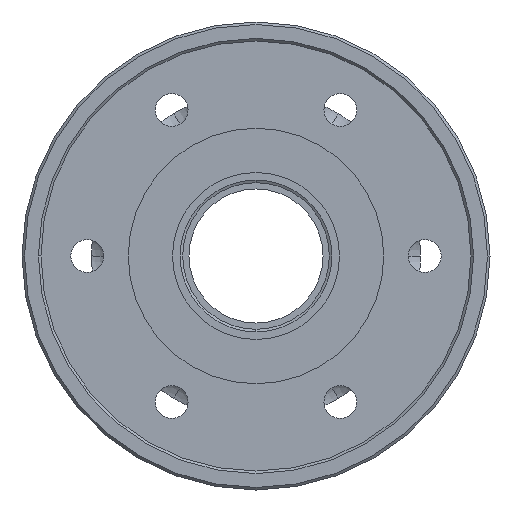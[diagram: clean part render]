
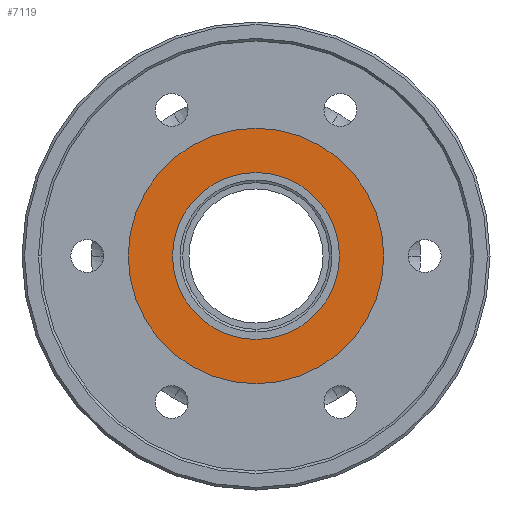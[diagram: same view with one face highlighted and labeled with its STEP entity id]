
A CAD part, left-side view. The second image highlights one B-rep face of the part: STEP entity #7119.
In plain terms, the highlighted planar face has unit normal (-1, 0, 0).
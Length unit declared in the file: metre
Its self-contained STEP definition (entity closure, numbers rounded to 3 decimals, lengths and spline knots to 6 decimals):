
#177 = VERTEX_POINT ( 'NONE', #2211 ) ;
#361 = VERTEX_POINT ( 'NONE', #2222 ) ;
#393 = EDGE_LOOP ( 'NONE', ( #728, #721 ) ) ;
#426 = EDGE_LOOP ( 'NONE', ( #765, #764 ) ) ;
#721 = ORIENTED_EDGE ( 'NONE', *, *, #1924, .F. ) ;
#728 = ORIENTED_EDGE ( 'NONE', *, *, #2058, .F. ) ;
#764 = ORIENTED_EDGE ( 'NONE', *, *, #2021, .T. ) ;
#765 = ORIENTED_EDGE ( 'NONE', *, *, #2061, .T. ) ;
#1163 = VERTEX_POINT ( 'NONE', #2968 ) ;
#1164 = VERTEX_POINT ( 'NONE', #2969 ) ;
#1924 = EDGE_CURVE ( 'NONE', #177, #361, #8276, .T. ) ;
#2021 = EDGE_CURVE ( 'NONE', #1164, #1163, #2771, .T. ) ;
#2058 = EDGE_CURVE ( 'NONE', #361, #177, #7448, .T. ) ;
#2061 = EDGE_CURVE ( 'NONE', #1163, #1164, #7401, .T. ) ;
#2211 = CARTESIAN_POINT ( 'NONE',  ( 0.0165, 0., -0.033 ) ) ;
#2222 = CARTESIAN_POINT ( 'NONE',  ( 0.0165, 0., 0.033 ) ) ;
#2756 = AXIS2_PLACEMENT_3D ( 'NONE', #5141, #5142, #5143 ) ;
#2771 = CIRCLE ( 'NONE', #2756, 0.0505 ) ;
#2968 = CARTESIAN_POINT ( 'NONE',  ( 0.0165, 0., 0.0505 ) ) ;
#2969 = CARTESIAN_POINT ( 'NONE',  ( 0.0165, 0., -0.0505 ) ) ;
#4848 = CARTESIAN_POINT ( 'NONE',  ( 0.0165, 0., 0. ) ) ;
#4849 = DIRECTION ( 'NONE',  ( -1., 0., 0. ) ) ;
#4850 = DIRECTION ( 'NONE',  ( 0., 0., 1. ) ) ;
#5141 = CARTESIAN_POINT ( 'NONE',  ( 0.0165, 0., 0. ) ) ;
#5142 = DIRECTION ( 'NONE',  ( -1., 0., 0. ) ) ;
#5143 = DIRECTION ( 'NONE',  ( 0., 0., 1. ) ) ;
#5252 = CARTESIAN_POINT ( 'NONE',  ( 0.0165, 0., 0. ) ) ;
#5253 = DIRECTION ( 'NONE',  ( -1., 0., 0. ) ) ;
#5254 = DIRECTION ( 'NONE',  ( 0., 0., 1. ) ) ;
#5263 = CARTESIAN_POINT ( 'NONE',  ( 0.0165, 0., 0. ) ) ;
#5264 = DIRECTION ( 'NONE',  ( -1., 0., 0. ) ) ;
#5265 = DIRECTION ( 'NONE',  ( 0., 0., 1. ) ) ;
#5762 = CARTESIAN_POINT ( 'NONE',  ( 0.0165, 0.0505, 0. ) ) ;
#5774 = FACE_BOUND ( 'NONE', #393, .T. ) ;
#5775 = FACE_OUTER_BOUND ( 'NONE', #426, .T. ) ;
#5776 = PLANE ( 'NONE',  #7167 ) ;
#5778 = DIRECTION ( 'NONE',  ( 1., 0., 0. ) ) ;
#5779 = DIRECTION ( 'NONE',  ( 0., 0., -1. ) ) ;
#7119 = ADVANCED_FACE ( 'NONE', ( #5774, #5775 ), #5776, .F. ) ;
#7167 = AXIS2_PLACEMENT_3D ( 'NONE', #5762, #5778, #5779 ) ;
#7401 = CIRCLE ( 'NONE', #7437, 0.0505 ) ;
#7424 = AXIS2_PLACEMENT_3D ( 'NONE', #5252, #5253, #5254 ) ;
#7437 = AXIS2_PLACEMENT_3D ( 'NONE', #5263, #5264, #5265 ) ;
#7448 = CIRCLE ( 'NONE', #7424, 0.033 ) ;
#8269 = AXIS2_PLACEMENT_3D ( 'NONE', #4848, #4849, #4850 ) ;
#8276 = CIRCLE ( 'NONE', #8269, 0.033 ) ;
